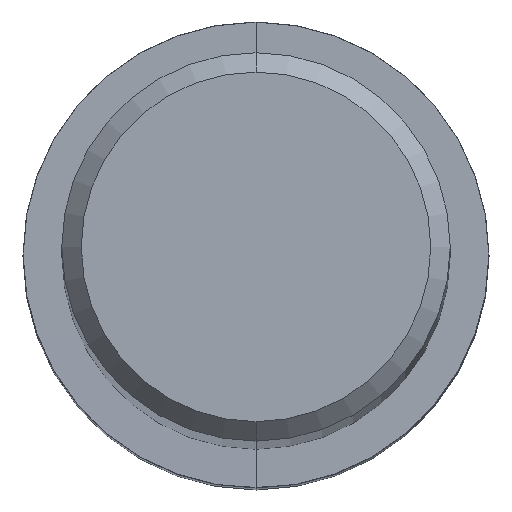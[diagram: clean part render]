
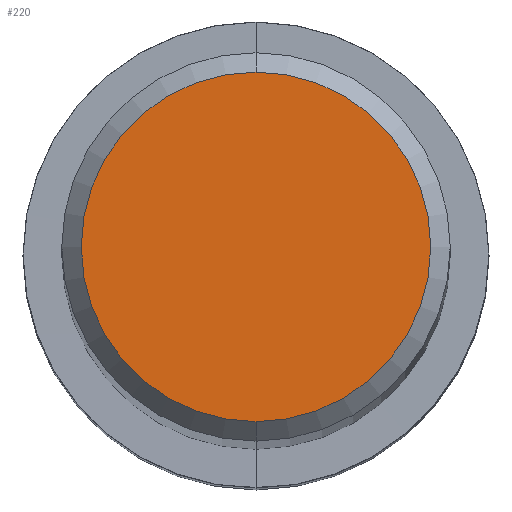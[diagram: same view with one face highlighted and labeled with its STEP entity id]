
A CAD part, top view. The second image highlights one B-rep face of the part: STEP entity #220.
In plain terms, the highlighted planar face has unit normal (0, 0, 1).
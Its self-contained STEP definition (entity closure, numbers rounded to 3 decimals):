
#216=VERTEX_POINT('',#503);
#220=ADVANCED_FACE('',(#508),#509,.T.);
#278=EDGE_CURVE('',#314,#216,#572,.T.);
#314=VERTEX_POINT('',#614);
#334=EDGE_CURVE('',#216,#314,#636,.T.);
#503=CARTESIAN_POINT('',(0.,-4.5,0.0));
#508=FACE_OUTER_BOUND('',#930,.T.);
#509=PLANE('',#931);
#572=CIRCLE('',#1057,4.5);
#614=CARTESIAN_POINT('',(0.0,4.5,0.0));
#636=CIRCLE('',#1167,4.5);
#930=EDGE_LOOP('',(#1432,#1433));
#931=AXIS2_PLACEMENT_3D('',#1434,#1435,#1436);
#1057=AXIS2_PLACEMENT_3D('',#1486,#1487,#1488);
#1167=AXIS2_PLACEMENT_3D('',#1583,#1584,#1585);
#1432=ORIENTED_EDGE('',*,*,#278,.F.);
#1433=ORIENTED_EDGE('',*,*,#334,.F.);
#1434=CARTESIAN_POINT('',(0.0,2.25,0.0));
#1435=DIRECTION('',(-0.0,0.0,1.0));
#1436=DIRECTION('',(0.0,-1.0,0.0));
#1486=CARTESIAN_POINT('',(0.0,0.0,0.0));
#1487=DIRECTION('',(0.0,0.0,-1.0));
#1488=DIRECTION('',(0.0,1.0,0.0));
#1583=CARTESIAN_POINT('',(0.0,0.0,0.0));
#1584=DIRECTION('',(0.0,0.0,-1.0));
#1585=DIRECTION('',(0.0,1.0,0.0));
